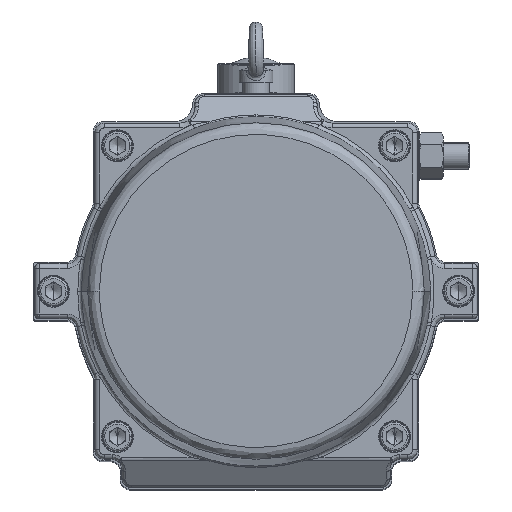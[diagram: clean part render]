
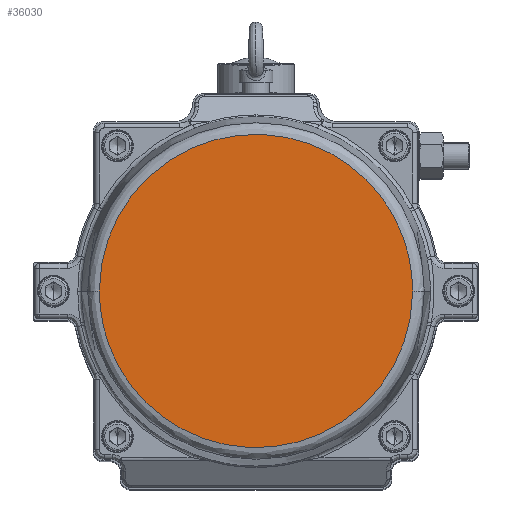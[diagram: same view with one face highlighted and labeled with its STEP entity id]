
A CAD part, top view. The second image highlights one B-rep face of the part: STEP entity #36030.
In plain terms, the highlighted planar face has unit normal (0, 0, 1).
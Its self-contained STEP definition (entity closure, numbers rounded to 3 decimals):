
#4761 = CARTESIAN_POINT ( 'NONE',  ( 0., 0., 454.5 ) ) ;
#8285 = CARTESIAN_POINT ( 'NONE',  ( -161.611, 0., 454.5 ) ) ;
#9488 = ORIENTED_EDGE ( 'NONE', *, *, #122710, .F. ) ;
#15559 = PLANE ( 'NONE',  #143434 ) ;
#19888 = VERTEX_POINT ( 'NONE', #141539 ) ;
#20067 = CARTESIAN_POINT ( 'NONE',  ( 161.611, 0., 454.5 ) ) ;
#23392 = VERTEX_POINT ( 'NONE', #60928 ) ;
#25416 = DIRECTION ( 'NONE',  ( 0., 0., -1. ) ) ;
#29098 = ORIENTED_EDGE ( 'NONE', *, *, #98432, .F. ) ;
#36030 = ADVANCED_FACE ( 'NONE', ( #102524 ), #15559, .F. ) ;
#53493 = CARTESIAN_POINT ( 'NONE',  ( -161.611, -323.221, 454.5 ) ) ;
#58420 = CARTESIAN_POINT ( 'NONE',  ( -161.611, 0., 454.5 ) ) ;
#59677 =( BOUNDED_CURVE ( )  B_SPLINE_CURVE ( 3, ( #20067, #132429, #53493, #8285 ),
 .UNSPECIFIED., .F., .F. ) 
 B_SPLINE_CURVE_WITH_KNOTS ( ( 4, 4 ),
 ( 0., 1. ),
 .UNSPECIFIED. ) 
 CURVE ( )  GEOMETRIC_REPRESENTATION_ITEM ( )  RATIONAL_B_SPLINE_CURVE ( ( 1., 0.333, 0.333, 1. ) ) 
 REPRESENTATION_ITEM ( '' )  );
#60928 = CARTESIAN_POINT ( 'NONE',  ( -161.611, 0., 454.5 ) ) ;
#61744 = EDGE_LOOP ( 'NONE', ( #29098, #9488 ) ) ;
#81907 = CARTESIAN_POINT ( 'NONE',  ( 161.611, 323.221, 454.5 ) ) ;
#93185 = CARTESIAN_POINT ( 'NONE',  ( 161.611, 0., 454.5 ) ) ;
#98432 = EDGE_CURVE ( 'NONE', #19888, #23392, #59677, .T. ) ;
#102524 = FACE_OUTER_BOUND ( 'NONE', #61744, .T. ) ;
#103957 = DIRECTION ( 'NONE',  ( -1., 0., 0. ) ) ;
#108217 =( BOUNDED_CURVE ( )  B_SPLINE_CURVE ( 3, ( #58420, #115811, #81907, #93185 ),
 .UNSPECIFIED., .F., .F. ) 
 B_SPLINE_CURVE_WITH_KNOTS ( ( 4, 4 ),
 ( 0., 1. ),
 .UNSPECIFIED. ) 
 CURVE ( )  GEOMETRIC_REPRESENTATION_ITEM ( )  RATIONAL_B_SPLINE_CURVE ( ( 1., 0.333, 0.333, 1. ) ) 
 REPRESENTATION_ITEM ( '' )  );
#115811 = CARTESIAN_POINT ( 'NONE',  ( -161.611, 323.221, 454.5 ) ) ;
#122710 = EDGE_CURVE ( 'NONE', #23392, #19888, #108217, .T. ) ;
#132429 = CARTESIAN_POINT ( 'NONE',  ( 161.611, -323.221, 454.5 ) ) ;
#141539 = CARTESIAN_POINT ( 'NONE',  ( 161.611, 0., 454.5 ) ) ;
#143434 = AXIS2_PLACEMENT_3D ( 'NONE', #4761, #25416, #103957 ) ;
